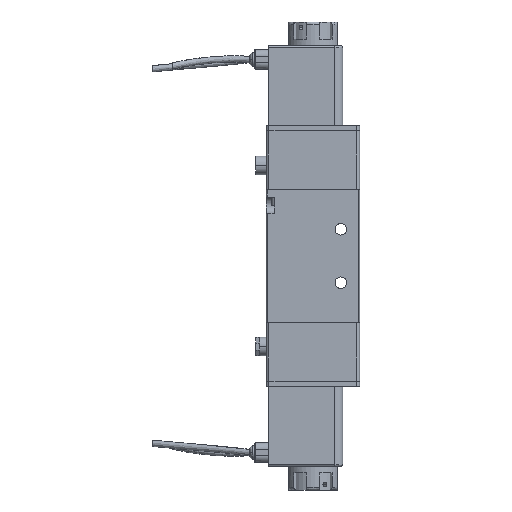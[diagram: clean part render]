
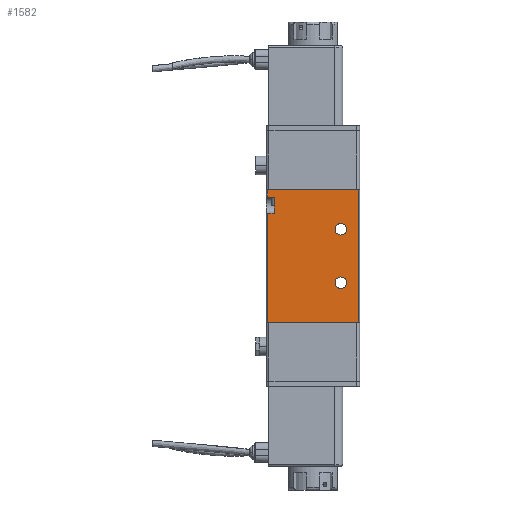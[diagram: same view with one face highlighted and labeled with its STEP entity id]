
A CAD part, left-side view. The second image highlights one B-rep face of the part: STEP entity #1582.
In plain terms, the highlighted planar face has unit normal (-1, 0, 0).
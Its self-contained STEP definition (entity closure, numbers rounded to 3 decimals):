
#120 = VERTEX_POINT ( 'NONE', #7882 ) ;
#131 = ORIENTED_EDGE ( 'NONE', *, *, #2009, .T. ) ;
#284 = LINE ( 'NONE', #456, #2299 ) ;
#306 = CARTESIAN_POINT ( 'NONE',  ( -11., 17., -9. ) ) ;
#363 = DIRECTION ( 'NONE',  ( 1., 0., 0. ) ) ;
#417 = PLANE ( 'NONE',  #711 ) ;
#456 = CARTESIAN_POINT ( 'NONE',  ( -11., 17., -50. ) ) ;
#468 = VERTEX_POINT ( 'NONE', #7920 ) ;
#477 = DIRECTION ( 'NONE',  ( 0., 0., -1. ) ) ;
#579 = EDGE_CURVE ( 'NONE', #2253, #1883, #9108, .T. ) ;
#598 = CIRCLE ( 'NONE', #8937, 2.15 ) ;
#602 = CARTESIAN_POINT ( 'NONE',  ( -11., -17., -50. ) ) ;
#694 = EDGE_CURVE ( 'NONE', #468, #3688, #6390, .T. ) ;
#711 = AXIS2_PLACEMENT_3D ( 'NONE', #5877, #2646, #1956 ) ;
#786 = VERTEX_POINT ( 'NONE', #8790 ) ;
#886 = VECTOR ( 'NONE', #9339, 1000. ) ;
#936 = CARTESIAN_POINT ( 'NONE',  ( -11., -17., 0. ) ) ;
#1081 = ORIENTED_EDGE ( 'NONE', *, *, #7029, .T. ) ;
#1221 = CARTESIAN_POINT ( 'NONE',  ( -11., -10.5, -32.85 ) ) ;
#1370 = ORIENTED_EDGE ( 'NONE', *, *, #3437, .T. ) ;
#1392 = CARTESIAN_POINT ( 'NONE',  ( -11., -10.5, -12.85 ) ) ;
#1571 = LINE ( 'NONE', #602, #3343 ) ;
#1582 = ADVANCED_FACE ( 'NONE', ( #5823, #2046, #3573 ), #417, .T. ) ;
#1629 = AXIS2_PLACEMENT_3D ( 'NONE', #2451, #8520, #4004 ) ;
#1707 = CARTESIAN_POINT ( 'NONE',  ( -11., 17., -50. ) ) ;
#1788 = VERTEX_POINT ( 'NONE', #1392 ) ;
#1883 = VERTEX_POINT ( 'NONE', #306 ) ;
#1936 = CARTESIAN_POINT ( 'NONE',  ( -11., -17., -50. ) ) ;
#1956 = DIRECTION ( 'NONE',  ( 0., 0., 1. ) ) ;
#2009 = EDGE_CURVE ( 'NONE', #786, #2253, #5216, .T. ) ;
#2046 = FACE_BOUND ( 'NONE', #3674, .T. ) ;
#2095 = CARTESIAN_POINT ( 'NONE',  ( -11., -17.5, -9. ) ) ;
#2253 = VERTEX_POINT ( 'NONE', #3021 ) ;
#2294 = DIRECTION ( 'NONE',  ( 0., 0., -1. ) ) ;
#2299 = VECTOR ( 'NONE', #5755, 1000. ) ;
#2417 = EDGE_CURVE ( 'NONE', #3688, #468, #598, .T. ) ;
#2451 = CARTESIAN_POINT ( 'NONE',  ( -11., -10.5, -15. ) ) ;
#2520 = ORIENTED_EDGE ( 'NONE', *, *, #5501, .T. ) ;
#2542 = CARTESIAN_POINT ( 'NONE',  ( -11., 0., 0. ) ) ;
#2646 = DIRECTION ( 'NONE',  ( -1., 0., 0. ) ) ;
#2963 = VECTOR ( 'NONE', #2294, 1000. ) ;
#2992 = VECTOR ( 'NONE', #477, 1000. ) ;
#3021 = CARTESIAN_POINT ( 'NONE',  ( -11., 14.5, -9. ) ) ;
#3177 = CARTESIAN_POINT ( 'NONE',  ( -11., 0., -50. ) ) ;
#3237 = LINE ( 'NONE', #7995, #2992 ) ;
#3292 = VECTOR ( 'NONE', #6927, 1000. ) ;
#3300 = DIRECTION ( 'NONE',  ( 0., 1., 0. ) ) ;
#3343 = VECTOR ( 'NONE', #3615, 1000. ) ;
#3437 = EDGE_CURVE ( 'NONE', #120, #786, #6897, .T. ) ;
#3539 = LINE ( 'NONE', #3177, #3292 ) ;
#3551 = ORIENTED_EDGE ( 'NONE', *, *, #3554, .T. ) ;
#3554 = EDGE_CURVE ( 'NONE', #4022, #120, #284, .T. ) ;
#3573 = FACE_BOUND ( 'NONE', #8986, .T. ) ;
#3575 = DIRECTION ( 'NONE',  ( 0., 0., -1. ) ) ;
#3615 = DIRECTION ( 'NONE',  ( 0., 0., 1. ) ) ;
#3674 = EDGE_LOOP ( 'NONE', ( #1081, #6850 ) ) ;
#3688 = VERTEX_POINT ( 'NONE', #1221 ) ;
#3878 = DIRECTION ( 'NONE',  ( 1., 0., 0. ) ) ;
#3921 = ORIENTED_EDGE ( 'NONE', *, *, #694, .T. ) ;
#3949 = DIRECTION ( 'NONE',  ( 0., 0., -1. ) ) ;
#4004 = DIRECTION ( 'NONE',  ( 0., 0., -1. ) ) ;
#4022 = VERTEX_POINT ( 'NONE', #9017 ) ;
#4065 = CARTESIAN_POINT ( 'NONE',  ( -11., -17.5, -3. ) ) ;
#4319 = EDGE_CURVE ( 'NONE', #1788, #8591, #7364, .T. ) ;
#4355 = VERTEX_POINT ( 'NONE', #1936 ) ;
#4868 = VECTOR ( 'NONE', #5548, 1000. ) ;
#4899 = CARTESIAN_POINT ( 'NONE',  ( -11., -10.5, -15. ) ) ;
#4960 = VECTOR ( 'NONE', #3300, 1000. ) ;
#5216 = LINE ( 'NONE', #6796, #2963 ) ;
#5290 = ORIENTED_EDGE ( 'NONE', *, *, #2417, .T. ) ;
#5295 = CIRCLE ( 'NONE', #1629, 2.15 ) ;
#5501 = EDGE_CURVE ( 'NONE', #4355, #9127, #1571, .T. ) ;
#5548 = DIRECTION ( 'NONE',  ( 0., 1., 0. ) ) ;
#5568 = AXIS2_PLACEMENT_3D ( 'NONE', #4899, #363, #5653 ) ;
#5653 = DIRECTION ( 'NONE',  ( 0., 0., -1. ) ) ;
#5755 = DIRECTION ( 'NONE',  ( 0., 0., -1. ) ) ;
#5818 = EDGE_CURVE ( 'NONE', #9127, #4022, #6938, .T. ) ;
#5823 = FACE_OUTER_BOUND ( 'NONE', #8864, .T. ) ;
#5877 = CARTESIAN_POINT ( 'NONE',  ( -11., -17.5, -50. ) ) ;
#6231 = ORIENTED_EDGE ( 'NONE', *, *, #7017, .F. ) ;
#6390 = CIRCLE ( 'NONE', #8041, 2.15 ) ;
#6598 = CARTESIAN_POINT ( 'NONE',  ( -11., -10.5, -35. ) ) ;
#6638 = DIRECTION ( 'NONE',  ( 1., 0., 0. ) ) ;
#6796 = CARTESIAN_POINT ( 'NONE',  ( -11., 14.5, -50. ) ) ;
#6850 = ORIENTED_EDGE ( 'NONE', *, *, #4319, .T. ) ;
#6897 = LINE ( 'NONE', #4065, #886 ) ;
#6927 = DIRECTION ( 'NONE',  ( 0., 1., 0. ) ) ;
#6938 = LINE ( 'NONE', #2542, #4960 ) ;
#7017 = EDGE_CURVE ( 'NONE', #4355, #7040, #3539, .T. ) ;
#7029 = EDGE_CURVE ( 'NONE', #8591, #1788, #5295, .T. ) ;
#7040 = VERTEX_POINT ( 'NONE', #1707 ) ;
#7089 = ORIENTED_EDGE ( 'NONE', *, *, #8278, .T. ) ;
#7364 = CIRCLE ( 'NONE', #5568, 2.15 ) ;
#7713 = CARTESIAN_POINT ( 'NONE',  ( -11., -10.5, -17.15 ) ) ;
#7764 = ORIENTED_EDGE ( 'NONE', *, *, #579, .T. ) ;
#7882 = CARTESIAN_POINT ( 'NONE',  ( -11., 17., -3. ) ) ;
#7920 = CARTESIAN_POINT ( 'NONE',  ( -11., -10.5, -37.15 ) ) ;
#7995 = CARTESIAN_POINT ( 'NONE',  ( -11., 17., -50. ) ) ;
#8041 = AXIS2_PLACEMENT_3D ( 'NONE', #6598, #6638, #3575 ) ;
#8278 = EDGE_CURVE ( 'NONE', #1883, #7040, #3237, .T. ) ;
#8520 = DIRECTION ( 'NONE',  ( 1., 0., 0. ) ) ;
#8591 = VERTEX_POINT ( 'NONE', #7713 ) ;
#8790 = CARTESIAN_POINT ( 'NONE',  ( -11., 14.5, -3. ) ) ;
#8864 = EDGE_LOOP ( 'NONE', ( #6231, #2520, #9562, #3551, #1370, #131, #7764, #7089 ) ) ;
#8937 = AXIS2_PLACEMENT_3D ( 'NONE', #9197, #3878, #3949 ) ;
#8986 = EDGE_LOOP ( 'NONE', ( #3921, #5290 ) ) ;
#9017 = CARTESIAN_POINT ( 'NONE',  ( -11., 17., 0. ) ) ;
#9108 = LINE ( 'NONE', #2095, #4868 ) ;
#9127 = VERTEX_POINT ( 'NONE', #936 ) ;
#9197 = CARTESIAN_POINT ( 'NONE',  ( -11., -10.5, -35. ) ) ;
#9339 = DIRECTION ( 'NONE',  ( 0., -1., 0. ) ) ;
#9562 = ORIENTED_EDGE ( 'NONE', *, *, #5818, .T. ) ;
